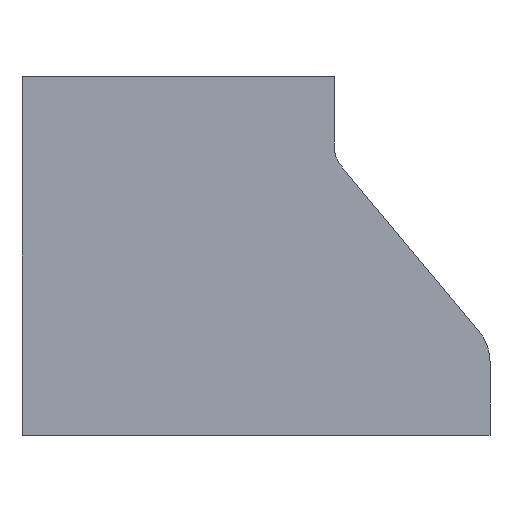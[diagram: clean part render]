
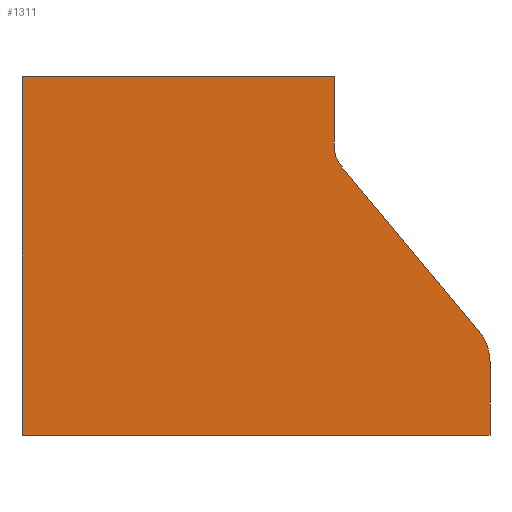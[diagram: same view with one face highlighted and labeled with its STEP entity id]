
A CAD part, front view. The second image highlights one B-rep face of the part: STEP entity #1311.
In plain terms, the highlighted planar face has unit normal (0, -1, 0).
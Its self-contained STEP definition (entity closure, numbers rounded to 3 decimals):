
#17 = AXIS2_PLACEMENT_3D ( 'NONE', #124, #125, #126 ) ;
#18 = AXIS2_PLACEMENT_3D ( 'NONE', #121, #122, #123 ) ;
#84 = CARTESIAN_POINT ( 'NONE',  ( -100., 0., 0. ) ) ;
#85 = DIRECTION ( 'NONE',  ( 1., 0., 0. ) ) ;
#98 = CARTESIAN_POINT ( 'NONE',  ( -200., 0., -230. ) ) ;
#99 = DIRECTION ( 'NONE',  ( -1., 0., 0. ) ) ;
#108 = CARTESIAN_POINT ( 'NONE',  ( 304.636, 0., -57.304 ) ) ;
#109 = DIRECTION ( 'NONE',  ( -0.64, 0., 0.768 ) ) ;
#117 = CARTESIAN_POINT ( 'NONE',  ( 100., 0., 0. ) ) ;
#118 = DIRECTION ( 'NONE',  ( 0., 0., 1. ) ) ;
#121 = CARTESIAN_POINT ( 'NONE',  ( 370., 0., -182.603 ) ) ;
#122 = DIRECTION ( 'NONE',  ( 0., -1., 0. ) ) ;
#123 = DIRECTION ( 'NONE',  ( 0., 0., 1. ) ) ;
#124 = CARTESIAN_POINT ( 'NONE',  ( 320., 0., -44.501 ) ) ;
#125 = DIRECTION ( 'NONE',  ( 0., 1., 0. ) ) ;
#126 = DIRECTION ( 'NONE',  ( 0., 0., 1. ) ) ;
#260 = EDGE_CURVE ( 'NONE', #1117, #1098, #1131, .T. ) ;
#314 = LINE ( 'NONE', #1306, #316 ) ;
#316 = VECTOR ( 'NONE', #1297, 1000. ) ;
#356 = FACE_OUTER_BOUND ( 'NONE', #736, .T. ) ;
#467 = LINE ( 'NONE', #84, #469 ) ;
#469 = VECTOR ( 'NONE', #85, 1000. ) ;
#472 = LINE ( 'NONE', #98, #475 ) ;
#475 = VECTOR ( 'NONE', #99, 1000. ) ;
#489 = LINE ( 'NONE', #117, #492 ) ;
#491 = CIRCLE ( 'NONE', #18, 30. ) ;
#492 = VECTOR ( 'NONE', #118, 1000. ) ;
#493 = LINE ( 'NONE', #108, #495 ) ;
#494 = CIRCLE ( 'NONE', #17, 20. ) ;
#495 = VECTOR ( 'NONE', #109, 1000. ) ;
#576 = CARTESIAN_POINT ( 'NONE',  ( 300., 0., 0. ) ) ;
#590 = DIRECTION ( 'NONE',  ( 0., 0., 1. ) ) ;
#630 = AXIS2_PLACEMENT_3D ( 'NONE', #1522, #1555, #1560 ) ;
#689 = VERTEX_POINT ( 'NONE', #1671 ) ;
#692 = VERTEX_POINT ( 'NONE', #1695 ) ;
#695 = VERTEX_POINT ( 'NONE', #1616 ) ;
#703 = VERTEX_POINT ( 'NONE', #1626 ) ;
#715 = VERTEX_POINT ( 'NONE', #1635 ) ;
#736 = EDGE_LOOP ( 'NONE', ( #875, #876, #877, #878, #879, #880, #881, #882 ) ) ;
#875 = ORIENTED_EDGE ( 'NONE', *, *, #1593, .F. ) ;
#876 = ORIENTED_EDGE ( 'NONE', *, *, #1710, .F. ) ;
#877 = ORIENTED_EDGE ( 'NONE', *, *, #1596, .F. ) ;
#878 = ORIENTED_EDGE ( 'NONE', *, *, #1168, .T. ) ;
#879 = ORIENTED_EDGE ( 'NONE', *, *, #1711, .T. ) ;
#880 = ORIENTED_EDGE ( 'NONE', *, *, #1712, .T. ) ;
#881 = ORIENTED_EDGE ( 'NONE', *, *, #1713, .T. ) ;
#882 = ORIENTED_EDGE ( 'NONE', *, *, #260, .T. ) ;
#1089 = VERTEX_POINT ( 'NONE', #1650 ) ;
#1098 = VERTEX_POINT ( 'NONE', #1384 ) ;
#1117 = VERTEX_POINT ( 'NONE', #1256 ) ;
#1131 = LINE ( 'NONE', #576, #1136 ) ;
#1136 = VECTOR ( 'NONE', #590, 1000. ) ;
#1168 = EDGE_CURVE ( 'NONE', #1089, #703, #314, .T. ) ;
#1256 = CARTESIAN_POINT ( 'NONE',  ( 300., 0., -44.501 ) ) ;
#1297 = DIRECTION ( 'NONE',  ( 0., 0., 1. ) ) ;
#1306 = CARTESIAN_POINT ( 'NONE',  ( 400., 0., -182.603 ) ) ;
#1311 = ADVANCED_FACE ( 'NONE', ( #356 ), #1546, .F. ) ;
#1384 = CARTESIAN_POINT ( 'NONE',  ( 300., 0., 0. ) ) ;
#1522 = CARTESIAN_POINT ( 'NONE',  ( -120., 0., -44.501 ) ) ;
#1546 = PLANE ( 'NONE',  #630 ) ;
#1555 = DIRECTION ( 'NONE',  ( 0., 1., 0. ) ) ;
#1560 = DIRECTION ( 'NONE',  ( 0., 0., 1. ) ) ;
#1593 = EDGE_CURVE ( 'NONE', #695, #1098, #467, .T. ) ;
#1596 = EDGE_CURVE ( 'NONE', #1089, #692, #472, .T. ) ;
#1616 = CARTESIAN_POINT ( 'NONE',  ( 100., 0., 0. ) ) ;
#1626 = CARTESIAN_POINT ( 'NONE',  ( 400., 0., -182.603 ) ) ;
#1635 = CARTESIAN_POINT ( 'NONE',  ( 393.047, 0., -163.398 ) ) ;
#1650 = CARTESIAN_POINT ( 'NONE',  ( 400., 0., -230. ) ) ;
#1671 = CARTESIAN_POINT ( 'NONE',  ( 304.636, 0., -57.304 ) ) ;
#1695 = CARTESIAN_POINT ( 'NONE',  ( 100., 0., -230. ) ) ;
#1710 = EDGE_CURVE ( 'NONE', #692, #695, #489, .T. ) ;
#1711 = EDGE_CURVE ( 'NONE', #703, #715, #491, .T. ) ;
#1712 = EDGE_CURVE ( 'NONE', #715, #689, #493, .T. ) ;
#1713 = EDGE_CURVE ( 'NONE', #689, #1117, #494, .T. ) ;
